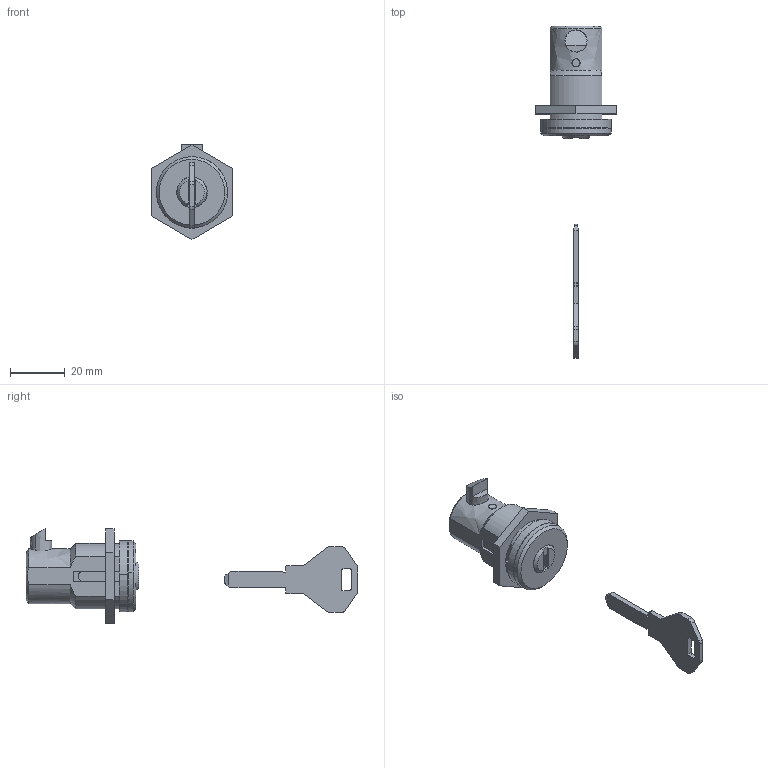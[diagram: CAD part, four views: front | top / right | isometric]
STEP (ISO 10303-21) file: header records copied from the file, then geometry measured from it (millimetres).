
FILE_DESCRIPTION((''),'2;1');
FILE_NAME('','2006-10-06T18:25:58',(''),(''),'','CADfix','');
FILE_SCHEMA(('AUTOMOTIVE_DESIGN'));
Length unit declared in the file: millimetre
Products named in the file (6): spacer; nut; lock; latch; key; TL_347_13510_36
Assembly tree (5 placements, depth 2):
  TL_347_13510_36
    spacer
    nut
    lock
    latch
    key
Bounding box: 30 x 121.48 x 34.82 mm (x, y, z)
Volume: 16956 mm3; surface area: 8327.4 mm2
Topology: 5 solids, 5 shells, 125 faces, 356 edges, 249 vertices
Faces by surface type: bspline 125
Entity records: 4510 total; most frequent: CARTESIAN_POINT 2324, ORIENTED_EDGE 712, EDGE_CURVE 356, VERTEX_POINT 249, QUASI_UNIFORM_CURVE 208, EDGE_LOOP 139, FACE_OUTER_BOUND 125, ADVANCED_FACE 125
